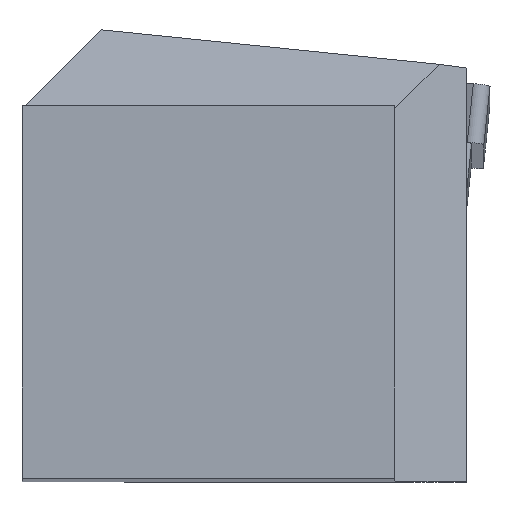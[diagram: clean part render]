
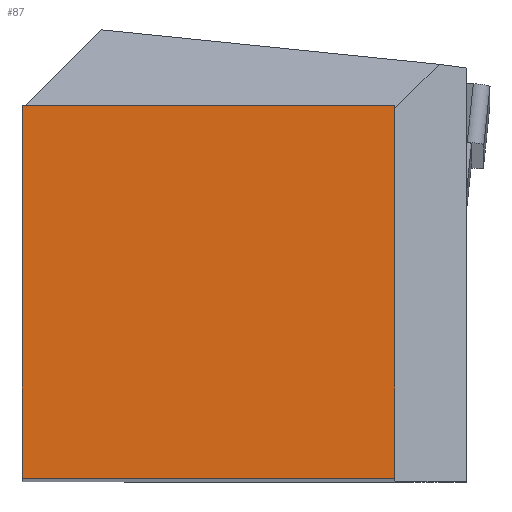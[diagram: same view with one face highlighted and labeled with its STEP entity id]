
A CAD part, top view. The second image highlights one B-rep face of the part: STEP entity #87.
In plain terms, the highlighted planar face has unit normal (0, 0, 1).
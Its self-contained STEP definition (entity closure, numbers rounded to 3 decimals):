
#87=ADVANCED_FACE('',(#149),#121,.T.);
#121=PLANE('',#708);
#149=FACE_OUTER_BOUND('',#180,.T.);
#180=EDGE_LOOP('',(#324,#325,#326,#327));
#324=ORIENTED_EDGE('',*,*,#512,.T.);
#325=ORIENTED_EDGE('',*,*,#464,.T.);
#326=ORIENTED_EDGE('',*,*,#513,.T.);
#327=ORIENTED_EDGE('',*,*,#480,.T.);
#405=VERTEX_POINT('',#936);
#406=VERTEX_POINT('',#938);
#419=VERTEX_POINT('',#970);
#420=VERTEX_POINT('',#972);
#464=EDGE_CURVE('',#406,#405,#549,.T.);
#480=EDGE_CURVE('',#420,#419,#565,.T.);
#512=EDGE_CURVE('',#419,#406,#592,.T.);
#513=EDGE_CURVE('',#405,#420,#593,.T.);
#549=LINE('',#937,#618);
#565=LINE('',#971,#634);
#592=LINE('',#1029,#661);
#593=LINE('',#1033,#662);
#618=VECTOR('',#752,1.);
#634=VECTOR('',#776,1.);
#661=VECTOR('',#833,1.);
#662=VECTOR('',#840,1.);
#708=AXIS2_PLACEMENT_3D('',#1035,#843,#844);
#752=DIRECTION('',(0.,1.,0.));
#776=DIRECTION('',(0.,-1.,0.));
#833=DIRECTION('',(1.,0.,0.));
#840=DIRECTION('',(-1.,0.,0.));
#843=DIRECTION('',(0.,0.,1.));
#844=DIRECTION('',(-1.,0.,0.));
#936=CARTESIAN_POINT('',(40.,40.,0.));
#937=CARTESIAN_POINT('',(40.,0.,0.));
#938=CARTESIAN_POINT('',(40.,0.,0.));
#970=CARTESIAN_POINT('',(0.,0.,0.));
#971=CARTESIAN_POINT('',(0.,40.,0.));
#972=CARTESIAN_POINT('',(0.,40.,0.));
#1029=CARTESIAN_POINT('',(0.,0.,0.));
#1033=CARTESIAN_POINT('',(40.,40.,0.));
#1035=CARTESIAN_POINT('',(20.,20.,0.));
